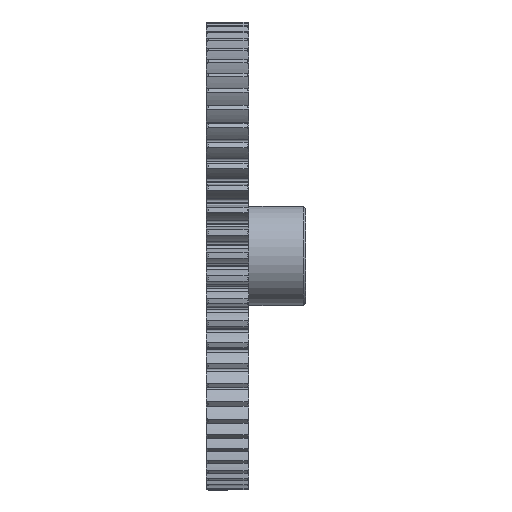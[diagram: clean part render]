
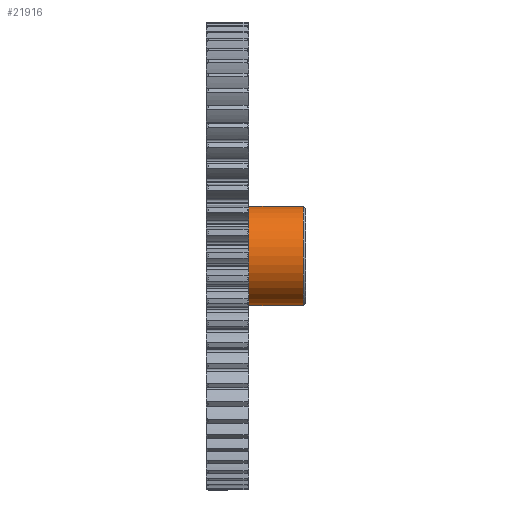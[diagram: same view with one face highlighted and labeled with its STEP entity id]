
A CAD part, top view. The second image highlights one B-rep face of the part: STEP entity #21916.
In plain terms, the highlighted cylindrical face has radius 5.55 mm (diameter 11.1 mm), a partial arc.
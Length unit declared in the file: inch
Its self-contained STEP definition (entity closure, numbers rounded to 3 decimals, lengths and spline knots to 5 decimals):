
#9642=CARTESIAN_POINT('',(0.0005,0.,0.));
#9643=DIRECTION('',(-1.,0.,0.));
#9644=DIRECTION('',(0.,0.,-1.));
#9645=AXIS2_PLACEMENT_3D('',#9642,#9643,#9644);
#9662=DIRECTION('',(-1.,0.,0.));
#9663=VECTOR('',#9662,0.093);
#9664=CARTESIAN_POINT('',(0.0935,0.,-0.2185));
#9665=LINE('',#9664,#9663);
#9666=CARTESIAN_POINT('',(0.0935,0.,0.));
#9667=DIRECTION('',(1.,0.,0.));
#9668=DIRECTION('',(0.,1.,0.));
#9669=AXIS2_PLACEMENT_3D('',#9666,#9667,#9668);
#9671=CARTESIAN_POINT('',(0.33413,0.,0.));
#9672=DIRECTION('',(1.,0.,0.));
#9673=DIRECTION('',(0.,1.,0.));
#9674=AXIS2_PLACEMENT_3D('',#9671,#9672,#9673);
#9676=DIRECTION('',(-1.,0.,0.));
#9677=VECTOR('',#9676,0.24063);
#9678=CARTESIAN_POINT('',(0.33413,0.2185,0.));
#9679=LINE('',#9678,#9677);
#9680=DIRECTION('',(-1.,0.,0.));
#9681=VECTOR('',#9680,0.093);
#9682=CARTESIAN_POINT('',(0.0935,0.,0.2185));
#9683=LINE('',#9682,#9681);
#9684=CARTESIAN_POINT('',(0.0935,0.,0.));
#9685=DIRECTION('',(1.,0.,0.));
#9686=DIRECTION('',(0.,-1.,0.));
#9687=AXIS2_PLACEMENT_3D('',#9684,#9685,#9686);
#9689=DIRECTION('',(-1.,0.,0.));
#9690=VECTOR('',#9689,0.24063);
#9691=CARTESIAN_POINT('',(0.33413,-0.2185,0.));
#9692=LINE('',#9691,#9690);
#11683=CARTESIAN_POINT('',(0.33413,0.2185,0.));
#11685=VERTEX_POINT('',#11683);
#11687=CARTESIAN_POINT('',(0.33413,-0.2185,0.));
#11689=VERTEX_POINT('',#11687);
#11690=CARTESIAN_POINT('',(0.0005,0.,-0.2185));
#11691=CARTESIAN_POINT('',(0.0005,0.,0.2185));
#11692=VERTEX_POINT('',#11690);
#11693=VERTEX_POINT('',#11691);
#11698=CARTESIAN_POINT('',(0.0935,-0.2185,0.));
#11699=CARTESIAN_POINT('',(0.0935,0.,-0.2185));
#11700=VERTEX_POINT('',#11698);
#11701=VERTEX_POINT('',#11699);
#11702=CARTESIAN_POINT('',(0.0935,0.2185,0.));
#11703=CARTESIAN_POINT('',(0.0935,0.,0.2185));
#11704=VERTEX_POINT('',#11702);
#11705=VERTEX_POINT('',#11703);
#21894=CARTESIAN_POINT('',(-0.01718,0.,0.));
#21895=DIRECTION('',(1.,0.,0.));
#21896=DIRECTION('',(0.,-1.,0.));
#21897=AXIS2_PLACEMENT_3D('',#21894,#21895,#21896);
#21898=CYLINDRICAL_SURFACE('',#21897,0.2185);
#21900=ORIENTED_EDGE('',*,*,#21899,.T.);
#21902=ORIENTED_EDGE('',*,*,#21901,.T.);
#21904=ORIENTED_EDGE('',*,*,#21903,.T.);
#21905=ORIENTED_EDGE('',*,*,#21887,.T.);
#21907=ORIENTED_EDGE('',*,*,#21906,.F.);
#21909=ORIENTED_EDGE('',*,*,#21908,.F.);
#21911=ORIENTED_EDGE('',*,*,#21910,.F.);
#21913=ORIENTED_EDGE('',*,*,#21912,.T.);
#21914=EDGE_LOOP('',(#21900,#21902,#21904,#21905,#21907,#21909,#21911,#21913));
#21915=FACE_OUTER_BOUND('',#21914,.F.);
#9646=CIRCLE('',#9645,0.2185);
#9670=CIRCLE('',#9669,0.2185);
#9675=CIRCLE('',#9674,0.2185);
#9688=CIRCLE('',#9687,0.2185);
#21887=EDGE_CURVE('',#11692,#11693,#9646,.T.);
#21899=EDGE_CURVE('',#11689,#11700,#9692,.T.);
#21901=EDGE_CURVE('',#11700,#11701,#9688,.T.);
#21903=EDGE_CURVE('',#11701,#11692,#9665,.T.);
#21906=EDGE_CURVE('',#11705,#11693,#9683,.T.);
#21908=EDGE_CURVE('',#11704,#11705,#9670,.T.);
#21910=EDGE_CURVE('',#11685,#11704,#9679,.T.);
#21912=EDGE_CURVE('',#11685,#11689,#9675,.T.);
#21916=ADVANCED_FACE('',(#21915),#21898,.T.);
